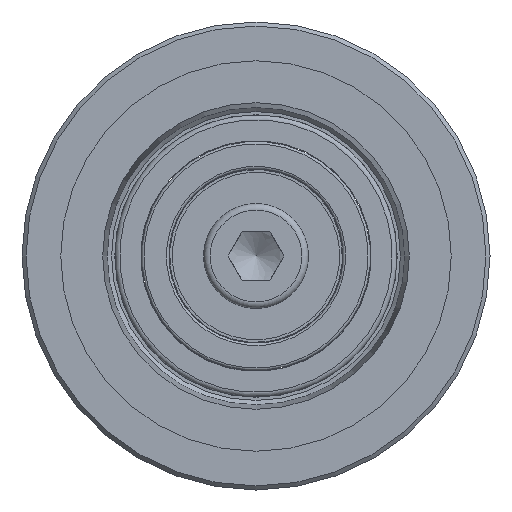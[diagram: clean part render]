
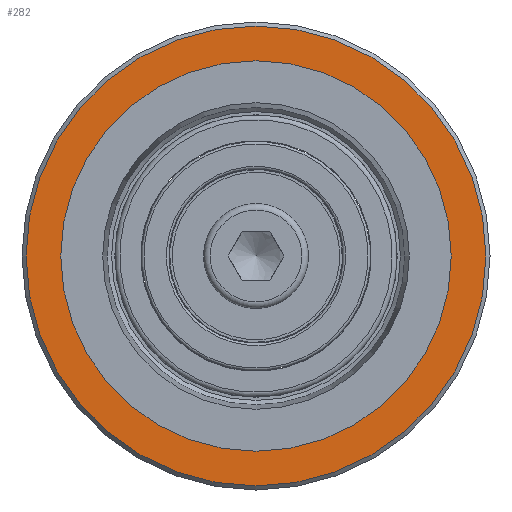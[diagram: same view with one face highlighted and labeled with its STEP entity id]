
A CAD part, left-side view. The second image highlights one B-rep face of the part: STEP entity #282.
In plain terms, the highlighted planar face has unit normal (-1, 0, 0).
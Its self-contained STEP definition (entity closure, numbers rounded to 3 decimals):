
#251=CARTESIAN_POINT('',(-5.,0.,28.5));
#252=VERTEX_POINT('',#251);
#253=CARTESIAN_POINT('',(-5.,0.0,0.));
#254=DIRECTION('',(1.0,0.0,0.0));
#255=DIRECTION('',(0.0,0.0,-1.0));
#256=AXIS2_PLACEMENT_3D('',#253,#254,#255);
#257=CIRCLE('',#256,28.5);
#258=EDGE_CURVE('',#252,#252,#257,.T.);
#263=CARTESIAN_POINT('',(-5.,0.0,26.6));
#264=DIRECTION('',(-1.0,0.0,0.0));
#265=DIRECTION('',(0.0,0.0,1.0));
#266=AXIS2_PLACEMENT_3D('',#263,#264,#265);
#267=PLANE('',#266);
#268=ORIENTED_EDGE('',*,*,#258,.F.);
#269=EDGE_LOOP('',(#268));
#270=FACE_OUTER_BOUND('',#269,.T.);
#271=CARTESIAN_POINT('',(-5.,0.0,24.2));
#272=VERTEX_POINT('',#271);
#273=CARTESIAN_POINT('',(-5.,0.0,0.));
#274=DIRECTION('',(-1.0,0.0,0.0));
#275=DIRECTION('',(0.0,0.0,1.0));
#276=AXIS2_PLACEMENT_3D('',#273,#274,#275);
#277=CIRCLE('',#276,24.2);
#278=EDGE_CURVE('',#272,#272,#277,.T.);
#279=ORIENTED_EDGE('',*,*,#278,.F.);
#280=EDGE_LOOP('',(#279));
#281=FACE_BOUND('',#280,.T.);
#282=ADVANCED_FACE('',(#270,#281),#267,.T.);
